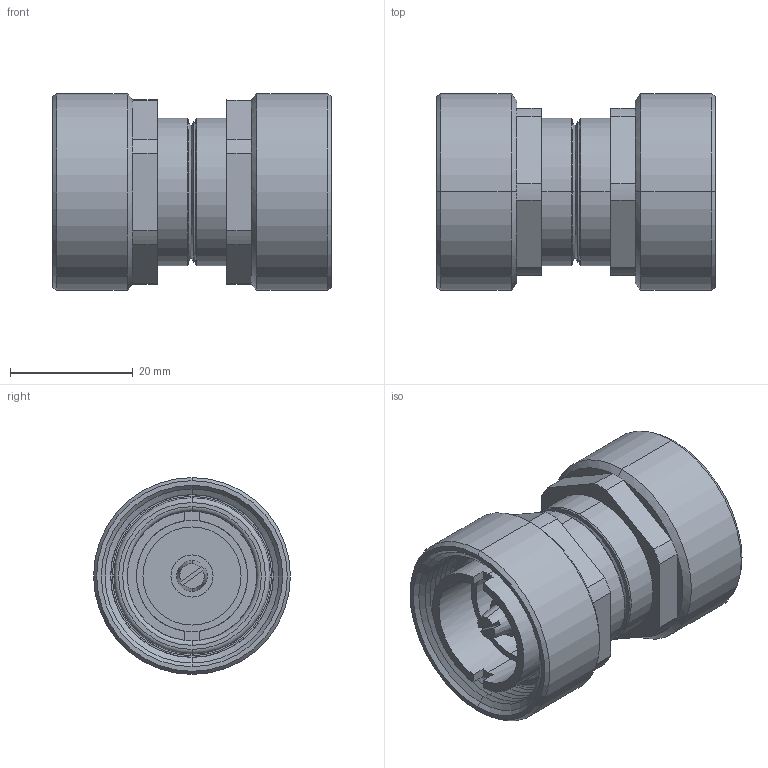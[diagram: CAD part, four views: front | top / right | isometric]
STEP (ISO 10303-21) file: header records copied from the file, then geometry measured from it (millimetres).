
FILE_DESCRIPTION (( 'STEP AP214' ), '1' );
FILE_NAME ('AXA-DMDM.STEP', '2013-06-28T15:40:39', ( 'L-Com' ), ( 'L-Com Global Connectivity' ), 'SwSTEP 2.0', 'SolidWorks 2012', '' );
FILE_SCHEMA (( 'AUTOMOTIVE_DESIGN' ));
Length unit declared in the file: inch
Products named in the file (1): AXA-DMDM
Bounding box: 45.35 x 32 x 32 mm (x, y, z)
Volume: 21388 mm3; surface area: 15298.4 mm2
Topology: 3 solids, 3 shells, 228 faces, 494 edges, 290 vertices
Faces by surface type: cone 82, plane 72, cylinder 62, torus 12
Entity records: 6492 total; most frequent: DIRECTION 1210, CARTESIAN_POINT 1037, ORIENTED_EDGE 988, AXIS2_PLACEMENT_3D 495, EDGE_CURVE 494, VERTEX_POINT 290, CIRCLE 266, EDGE_LOOP 250
